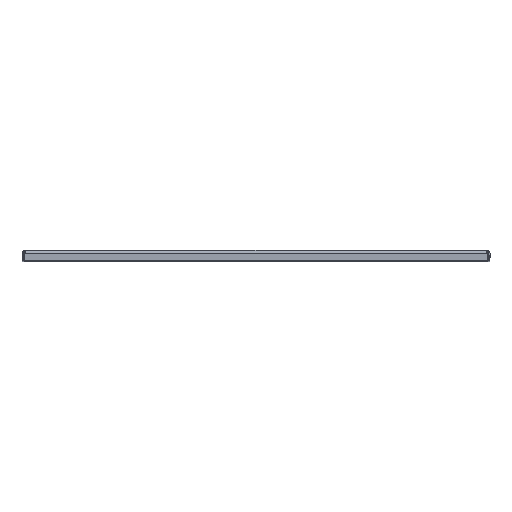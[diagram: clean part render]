
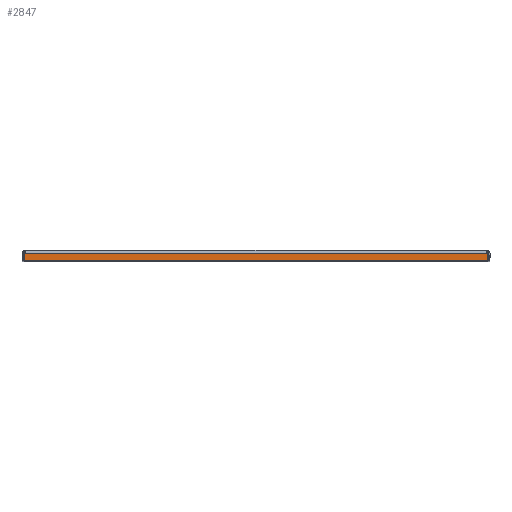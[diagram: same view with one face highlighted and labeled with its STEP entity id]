
A CAD part, top view. The second image highlights one B-rep face of the part: STEP entity #2847.
In plain terms, the highlighted planar face has unit normal (0, 0, 1).
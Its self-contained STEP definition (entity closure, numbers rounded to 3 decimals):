
#22 = CARTESIAN_POINT ( 'NONE',  ( 221.346, -10., 275. ) ) ;
#254 = CARTESIAN_POINT ( 'NONE',  ( -221.346, -10., 275. ) ) ;
#418 = CARTESIAN_POINT ( 'NONE',  ( 221.346, 0.846, 275. ) ) ;
#464 = DIRECTION ( 'NONE',  ( 0., -1., 0. ) ) ;
#523 = ORIENTED_EDGE ( 'NONE', *, *, #2351, .F. ) ;
#536 = EDGE_LOOP ( 'NONE', ( #755, #3657, #1950, #523 ) ) ;
#578 = EDGE_CURVE ( 'NONE', #3549, #3284, #2450, .T. ) ;
#755 = ORIENTED_EDGE ( 'NONE', *, *, #855, .F. ) ;
#802 = CARTESIAN_POINT ( 'NONE',  ( -221.346, -3., 275. ) ) ;
#855 = EDGE_CURVE ( 'NONE', #3164, #1431, #3471, .T. ) ;
#856 = DIRECTION ( 'NONE',  ( -1., 0., 0. ) ) ;
#1045 = PLANE ( 'NONE',  #1776 ) ;
#1431 = VERTEX_POINT ( 'NONE', #22 ) ;
#1496 = LINE ( 'NONE', #254, #3883 ) ;
#1711 = VECTOR ( 'NONE', #3751, 1000. ) ;
#1776 = AXIS2_PLACEMENT_3D ( 'NONE', #3445, #3825, #464 ) ;
#1950 = ORIENTED_EDGE ( 'NONE', *, *, #578, .F. ) ;
#1986 = CARTESIAN_POINT ( 'NONE',  ( 0., -3., 275. ) ) ;
#2021 = VECTOR ( 'NONE', #2264, 1000. ) ;
#2233 = FACE_OUTER_BOUND ( 'NONE', #536, .T. ) ;
#2264 = DIRECTION ( 'NONE',  ( 0., 1., 0. ) ) ;
#2351 = EDGE_CURVE ( 'NONE', #1431, #3549, #1496, .T. ) ;
#2450 = LINE ( 'NONE', #3664, #2021 ) ;
#2587 = CARTESIAN_POINT ( 'NONE',  ( 221.346, -3., 275. ) ) ;
#2847 = ADVANCED_FACE ( 'NONE', ( #2233 ), #1045, .T. ) ;
#2963 = DIRECTION ( 'NONE',  ( -1., 0., 0. ) ) ;
#3032 = LINE ( 'NONE', #1986, #3692 ) ;
#3164 = VERTEX_POINT ( 'NONE', #2587 ) ;
#3284 = VERTEX_POINT ( 'NONE', #802 ) ;
#3445 = CARTESIAN_POINT ( 'NONE',  ( 0., 272.193, 275. ) ) ;
#3471 = LINE ( 'NONE', #418, #1711 ) ;
#3549 = VERTEX_POINT ( 'NONE', #3863 ) ;
#3657 = ORIENTED_EDGE ( 'NONE', *, *, #3774, .T. ) ;
#3664 = CARTESIAN_POINT ( 'NONE',  ( -221.346, 0.846, 275. ) ) ;
#3692 = VECTOR ( 'NONE', #856, 1000. ) ;
#3751 = DIRECTION ( 'NONE',  ( 0., -1., 0. ) ) ;
#3774 = EDGE_CURVE ( 'NONE', #3164, #3284, #3032, .T. ) ;
#3825 = DIRECTION ( 'NONE',  ( 0., 0., 1. ) ) ;
#3863 = CARTESIAN_POINT ( 'NONE',  ( -221.346, -10., 275. ) ) ;
#3883 = VECTOR ( 'NONE', #2963, 1000. ) ;
